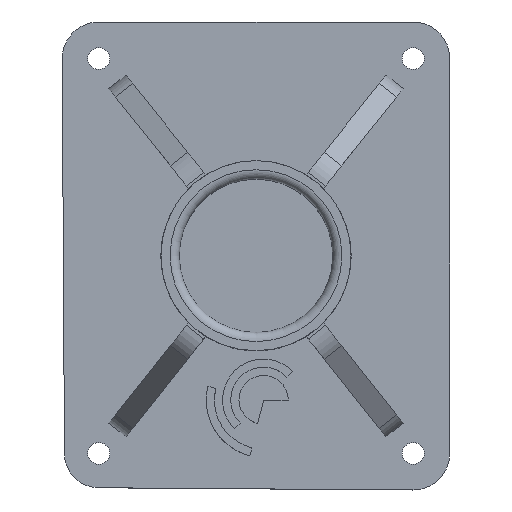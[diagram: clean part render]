
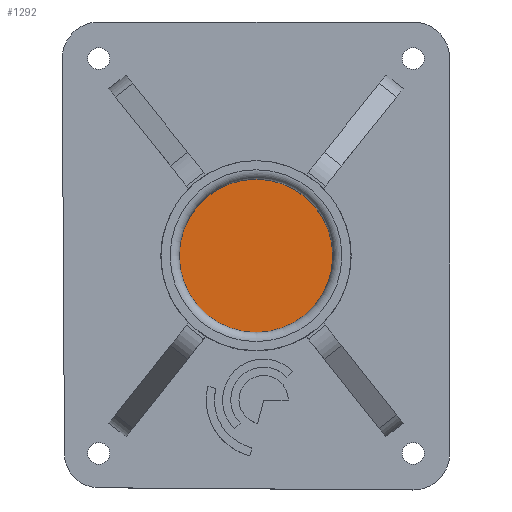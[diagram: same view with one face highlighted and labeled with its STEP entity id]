
A CAD part, top view. The second image highlights one B-rep face of the part: STEP entity #1292.
In plain terms, the highlighted planar face has unit normal (0, 0, 1).
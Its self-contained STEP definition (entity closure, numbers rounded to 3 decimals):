
#77=CIRCLE('',#1386,21.);
#141=PLANE('',#1410);
#208=FACE_OUTER_BOUND('',#286,.T.);
#286=EDGE_LOOP('',(#1205));
#645=VERTEX_POINT('',#2280);
#816=EDGE_CURVE('',#645,#645,#77,.T.);
#1205=ORIENTED_EDGE('',*,*,#816,.T.);
#1292=ADVANCED_FACE('',(#208),#141,.T.);
#1386=AXIS2_PLACEMENT_3D('',#2282,#1665,#1666);
#1410=AXIS2_PLACEMENT_3D('',#2392,#1731,#1732);
#1665=DIRECTION('center_axis',(0.,0.,1.));
#1666=DIRECTION('ref_axis',(-1.,0.,0.));
#1731=DIRECTION('center_axis',(0.,0.,1.));
#1732=DIRECTION('ref_axis',(1.,0.,0.));
#2280=CARTESIAN_POINT('',(21.,0.,5.));
#2282=CARTESIAN_POINT('Origin',(0.,0.,5.));
#2392=CARTESIAN_POINT('Origin',(0.,0.,5.));
